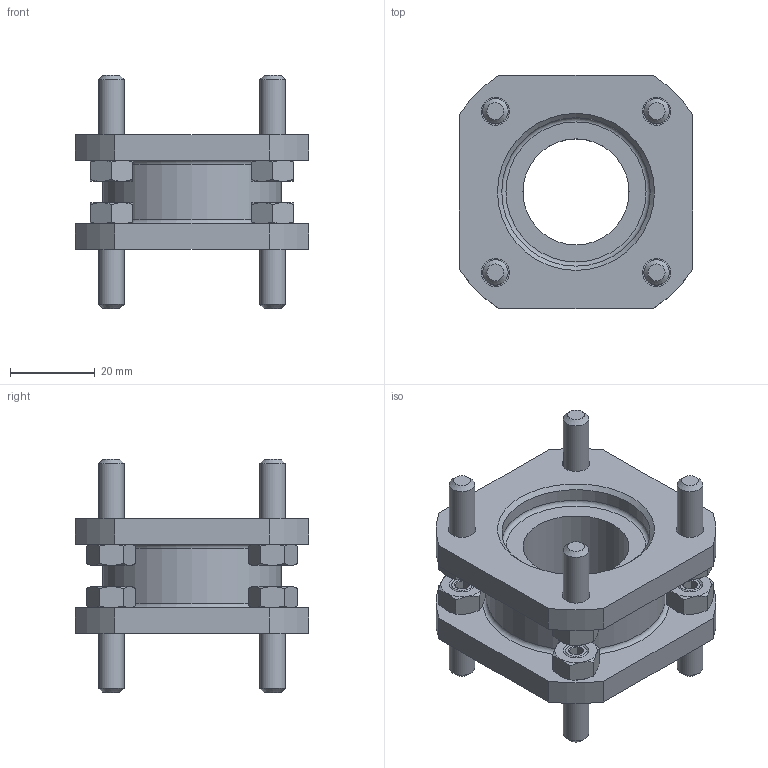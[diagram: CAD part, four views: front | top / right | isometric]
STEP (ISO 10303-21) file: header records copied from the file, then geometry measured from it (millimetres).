
FILE_DESCRIPTION(/* description */ ('STEP AP214'),/* implementation_level */ '2;1');
FILE_NAME(/* name */ '174419_DPNC-40',/* time_stamp */ '2024-08-20T22:47:23+02:00',/* author */ ('License CC BY-ND 4.0'),/* organization */ ('CADENAS'),/* preprocessor_version */ 'ST-DEVELOPER v19.3',/* originating_system */ 'PARTsolutions',/* authorisation */ ' ');
FILE_SCHEMA (('AUTOMOTIVE_DESIGN {1 0 10303 214 3 1 1}'));
Length unit declared in the file: millimetre
Products named in the file (4): 174419 DPNC-40; 174419 DPNC-40---(D); DIN 934 - M6(F); ISO-4026 M6x25
Assembly tree (17 placements, depth 2):
  174419 DPNC-40
    174419 DPNC-40---(D)
    DIN 934 - M6(F)  x8
    ISO-4026 M6x25  x8
Bounding box: 55 x 55 x 55 mm (x, y, z)
Volume: 43655.4 mm3; surface area: 21966.9 mm2
Topology: 17 solids, 17 shells, 336 faces, 705 edges, 407 vertices
Faces by surface type: plane 190, cone 106, cylinder 36, torus 4
Full cylindrical faces by diameter (mm): 4.917 x8, 6 x8, 6.6 x8, 25 x1, 35 x2, 42 x1
Entity records: 2254 total; most frequent: CARTESIAN_POINT 412, DIRECTION 382, ORIENTED_EDGE 284, AXIS2_PLACEMENT_3D 163, EDGE_CURVE 142, FACE_BOUND 129, EDGE_LOOP 128, VERTEX_POINT 103
